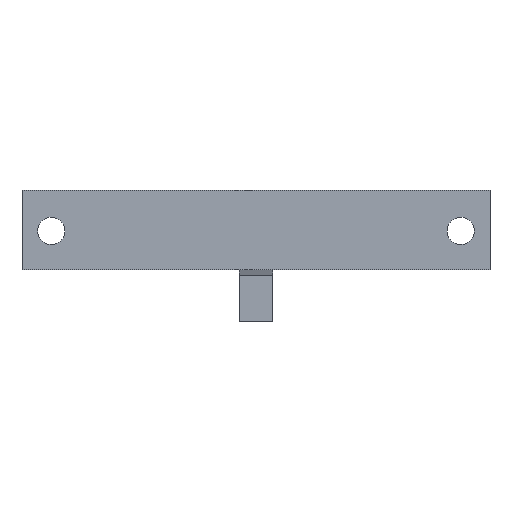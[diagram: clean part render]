
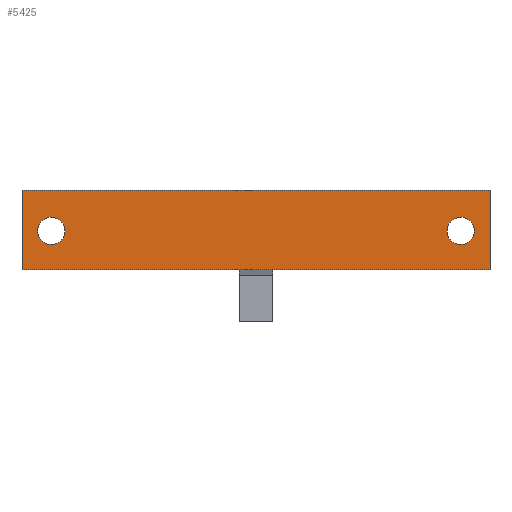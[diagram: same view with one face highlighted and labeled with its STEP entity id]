
A CAD part, front view. The second image highlights one B-rep face of the part: STEP entity #5425.
In plain terms, the highlighted planar face has unit normal (0, -1, 0).
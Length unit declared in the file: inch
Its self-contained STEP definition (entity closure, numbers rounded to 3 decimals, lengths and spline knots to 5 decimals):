
#154 = CARTESIAN_POINT ( 'NONE',  ( 1.41732, 0., 0. ) ) ;
#219 = AXIS2_PLACEMENT_3D ( 'NONE', #4971, #6475, #8641 ) ;
#251 = DIRECTION ( 'NONE',  ( 0., -1., 0. ) ) ;
#314 = VECTOR ( 'NONE', #4856, 39.37008 ) ;
#359 = EDGE_CURVE ( 'NONE', #4502, #5339, #2377, .T. ) ;
#506 = CIRCLE ( 'NONE', #219, 0.08268 ) ;
#529 = AXIS2_PLACEMENT_3D ( 'NONE', #4768, #6767, #8154 ) ;
#641 = LINE ( 'NONE', #3578, #314 ) ;
#763 = EDGE_LOOP ( 'NONE', ( #2503, #896 ) ) ;
#896 = ORIENTED_EDGE ( 'NONE', *, *, #1419, .F. ) ;
#1070 = CARTESIAN_POINT ( 'NONE',  ( -1.24016, 0., 0.23622 ) ) ;
#1132 = EDGE_CURVE ( 'NONE', #5339, #3648, #4319, .T. ) ;
#1257 = VECTOR ( 'NONE', #5050, 39.37008 ) ;
#1419 = EDGE_CURVE ( 'NONE', #3371, #4558, #3608, .T. ) ;
#1854 = CARTESIAN_POINT ( 'NONE',  ( -1.41732, 0., 0. ) ) ;
#2119 = CARTESIAN_POINT ( 'NONE',  ( -1.24016, 0., 0.15354 ) ) ;
#2181 = AXIS2_PLACEMENT_3D ( 'NONE', #5244, #8036, #4563 ) ;
#2276 = VERTEX_POINT ( 'NONE', #6031 ) ;
#2305 = EDGE_CURVE ( 'NONE', #4558, #3371, #4906, .T. ) ;
#2377 = LINE ( 'NONE', #4692, #8629 ) ;
#2503 = ORIENTED_EDGE ( 'NONE', *, *, #2305, .F. ) ;
#2825 = ORIENTED_EDGE ( 'NONE', *, *, #6816, .F. ) ;
#2852 = AXIS2_PLACEMENT_3D ( 'NONE', #1070, #251, #8628 ) ;
#2975 = ORIENTED_EDGE ( 'NONE', *, *, #359, .T. ) ;
#3030 = FACE_OUTER_BOUND ( 'NONE', #6659, .T. ) ;
#3337 = CARTESIAN_POINT ( 'NONE',  ( 1.24016, 0., 0.15354 ) ) ;
#3371 = VERTEX_POINT ( 'NONE', #3337 ) ;
#3578 = CARTESIAN_POINT ( 'NONE',  ( 1.41732, 0., 0. ) ) ;
#3608 = CIRCLE ( 'NONE', #529, 0.08268 ) ;
#3648 = VERTEX_POINT ( 'NONE', #5508 ) ;
#3715 = FACE_BOUND ( 'NONE', #763, .T. ) ;
#3802 = DIRECTION ( 'NONE',  ( 0., 0., -1. ) ) ;
#4198 = EDGE_CURVE ( 'NONE', #2276, #8693, #506, .T. ) ;
#4239 = ORIENTED_EDGE ( 'NONE', *, *, #4198, .F. ) ;
#4319 = LINE ( 'NONE', #8584, #1257 ) ;
#4502 = VERTEX_POINT ( 'NONE', #154 ) ;
#4558 = VERTEX_POINT ( 'NONE', #8025 ) ;
#4563 = DIRECTION ( 'NONE',  ( 1., 0., 0. ) ) ;
#4578 = DIRECTION ( 'NONE',  ( 0., -1., 0. ) ) ;
#4639 = EDGE_CURVE ( 'NONE', #8693, #2276, #6922, .T. ) ;
#4692 = CARTESIAN_POINT ( 'NONE',  ( 1.41732, 0., 0. ) ) ;
#4768 = CARTESIAN_POINT ( 'NONE',  ( 1.24016, 0., 0.23622 ) ) ;
#4856 = DIRECTION ( 'NONE',  ( -1., 0., 0. ) ) ;
#4906 = CIRCLE ( 'NONE', #8867, 0.08268 ) ;
#4971 = CARTESIAN_POINT ( 'NONE',  ( -1.24016, 0., 0.23622 ) ) ;
#5050 = DIRECTION ( 'NONE',  ( -1., 0., 0. ) ) ;
#5244 = CARTESIAN_POINT ( 'NONE',  ( 1.41732, 0., 0. ) ) ;
#5246 = DIRECTION ( 'NONE',  ( 0., 0., 1. ) ) ;
#5339 = VERTEX_POINT ( 'NONE', #7638 ) ;
#5425 = ADVANCED_FACE ( 'NONE', ( #3715, #6485, #3030 ), #5921, .F. ) ;
#5508 = CARTESIAN_POINT ( 'NONE',  ( -1.41732, 0., 0.48425 ) ) ;
#5603 = VERTEX_POINT ( 'NONE', #7105 ) ;
#5921 = PLANE ( 'NONE',  #2181 ) ;
#6031 = CARTESIAN_POINT ( 'NONE',  ( -1.24016, 0., 0.3189 ) ) ;
#6475 = DIRECTION ( 'NONE',  ( 0., -1., 0. ) ) ;
#6485 = FACE_BOUND ( 'NONE', #7947, .T. ) ;
#6659 = EDGE_LOOP ( 'NONE', ( #2825, #7016, #2975, #6750 ) ) ;
#6750 = ORIENTED_EDGE ( 'NONE', *, *, #1132, .T. ) ;
#6767 = DIRECTION ( 'NONE',  ( 0., -1., 0. ) ) ;
#6816 = EDGE_CURVE ( 'NONE', #5603, #3648, #8556, .T. ) ;
#6829 = DIRECTION ( 'NONE',  ( 0., 0., 1. ) ) ;
#6922 = CIRCLE ( 'NONE', #2852, 0.08268 ) ;
#7016 = ORIENTED_EDGE ( 'NONE', *, *, #7896, .F. ) ;
#7105 = CARTESIAN_POINT ( 'NONE',  ( -1.41732, 0., 0. ) ) ;
#7596 = VECTOR ( 'NONE', #6829, 39.37008 ) ;
#7638 = CARTESIAN_POINT ( 'NONE',  ( 1.41732, 0., 0.48425 ) ) ;
#7896 = EDGE_CURVE ( 'NONE', #4502, #5603, #641, .T. ) ;
#7947 = EDGE_LOOP ( 'NONE', ( #4239, #8354 ) ) ;
#8025 = CARTESIAN_POINT ( 'NONE',  ( 1.24016, 0., 0.3189 ) ) ;
#8036 = DIRECTION ( 'NONE',  ( 0., 1., 0. ) ) ;
#8055 = CARTESIAN_POINT ( 'NONE',  ( 1.24016, 0., 0.23622 ) ) ;
#8154 = DIRECTION ( 'NONE',  ( 0., 0., -1. ) ) ;
#8354 = ORIENTED_EDGE ( 'NONE', *, *, #4639, .F. ) ;
#8556 = LINE ( 'NONE', #1854, #7596 ) ;
#8584 = CARTESIAN_POINT ( 'NONE',  ( 1.41732, 0., 0.48425 ) ) ;
#8628 = DIRECTION ( 'NONE',  ( 0., 0., -1. ) ) ;
#8629 = VECTOR ( 'NONE', #5246, 39.37008 ) ;
#8641 = DIRECTION ( 'NONE',  ( 0., 0., -1. ) ) ;
#8693 = VERTEX_POINT ( 'NONE', #2119 ) ;
#8867 = AXIS2_PLACEMENT_3D ( 'NONE', #8055, #4578, #3802 ) ;
